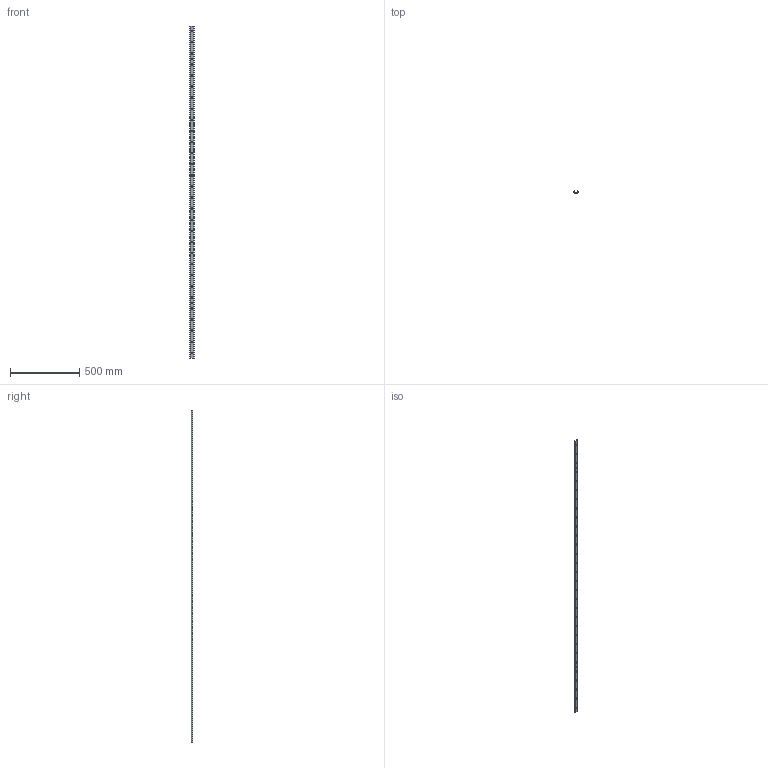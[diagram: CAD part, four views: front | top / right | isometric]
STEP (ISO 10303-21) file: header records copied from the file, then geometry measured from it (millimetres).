
FILE_DESCRIPTION(/* description */ ('FLEXFIT 1529 PROFILE 2394mm STEEL'),/* implementation_level */ '2;1');
FILE_NAME(/* name */ '205-S07-01.stp',/* time_stamp */ '2015-05-01T14:53:44+02:00',/* author */ ('w.jans'),/* organization */ (''),/* preprocessor_version */ 'ST-DEVELOPER v15.6',/* originating_system */ 'Autodesk Inventor 2015',/* authorisation */ '');
FILE_SCHEMA (('AUTOMOTIVE_DESIGN { 1 0 10303 214 3 1 1 }'));
Length unit declared in the file: millimetre
Products named in the file (1): E000009679
Bounding box: 29 x 11.05 x 2394 mm (x, y, z)
Volume: 153135.7 mm3; surface area: 210886.4 mm2
Topology: 1 solids, 1 shells, 812 faces, 2136 edges, 1330 vertices
Faces by surface type: cylinder 438, cone 240, plane 134
Full cylindrical faces by diameter (mm): 8 x2
Entity records: 29371 total; most frequent: CARTESIAN_POINT 9913, ORIENTED_EDGE 4256, DIRECTION 3854, EDGE_CURVE 2128, AXIS2_PLACEMENT_3D 1509, VERTEX_POINT 1320, EDGE_LOOP 878, LINE 836
